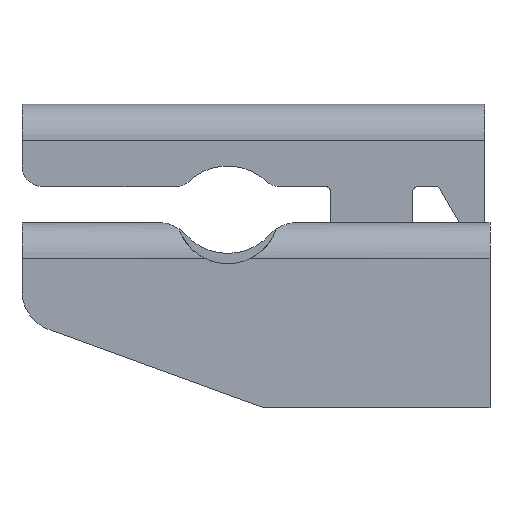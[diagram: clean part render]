
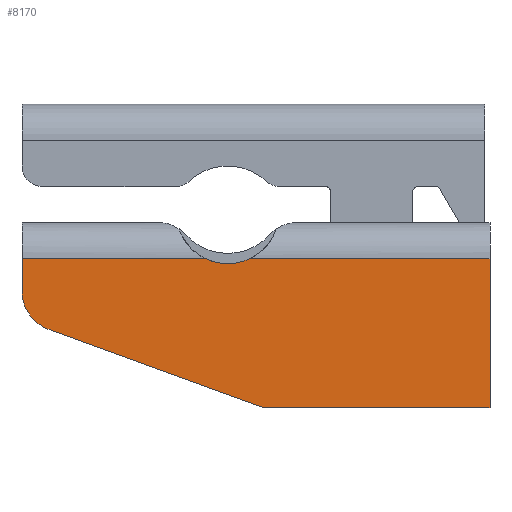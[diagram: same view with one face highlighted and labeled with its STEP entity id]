
A CAD part, left-side view. The second image highlights one B-rep face of the part: STEP entity #8170.
In plain terms, the highlighted planar face has unit normal (-1, 0, 0).
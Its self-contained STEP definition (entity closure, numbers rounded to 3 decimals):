
#2640=CARTESIAN_POINT('',(14.,0.,-15.5));
#2650=VERTEX_POINT('',#2640);
#2680=CARTESIAN_POINT('',(14.,0.,2.5));
#2690=DIRECTION('',(0.,0.,-1.));
#2700=VECTOR('',#2690,1.);
#2710=LINE('',#2680,#2700);
#2720=CARTESIAN_POINT('',(14.,0.,-1.));
#2730=VERTEX_POINT('',#2720);
#2740=EDGE_CURVE('',#2730,#2650,#2710,.T.);
#7070=CARTESIAN_POINT('',(14.,22.,-15.5));
#7080=VERTEX_POINT('',#7070);
#7110=CARTESIAN_POINT('',(14.,45.5,-15.5));
#7120=DIRECTION('',(0.,-1.,0.));
#7130=VECTOR('',#7120,1.);
#7140=LINE('',#7110,#7130);
#7150=EDGE_CURVE('',#7080,#2650,#7140,.T.);
#7600=CARTESIAN_POINT('',(14.,45.5,2.5));
#7610=DIRECTION('',(-1.,0.,0.));
#7620=DIRECTION('',(0.,1.,0.));
#7630=AXIS2_PLACEMENT_3D('',#7600,#7610,#7620);
#7640=PLANE('',#7630);
#7650=CARTESIAN_POINT('',(14.,25.5,3.5));
#7660=DIRECTION('',(1.,0.,0.));
#7670=DIRECTION('',(0.,1.,0.));
#7680=AXIS2_PLACEMENT_3D('',#7650,#7660,#7670);
#7690=CIRCLE('',#7680,5.);
#7700=CARTESIAN_POINT('',(14.,23.321,-1.));
#7710=VERTEX_POINT('',#7700);
#7720=CARTESIAN_POINT('',(14.,27.679,-1.));
#7730=VERTEX_POINT('',#7720);
#7740=EDGE_CURVE('',#7710,#7730,#7690,.T.);
#7750=ORIENTED_EDGE('',*,*,#7740,.T.);
#7760=CARTESIAN_POINT('',(14.,0.,-1.));
#7770=DIRECTION('',(0.,-1.,0.));
#7780=VECTOR('',#7770,1.);
#7790=LINE('',#7760,#7780);
#7800=EDGE_CURVE('',#7710,#2730,#7790,.T.);
#7810=ORIENTED_EDGE('',*,*,#7800,.F.);
#7820=ORIENTED_EDGE('',*,*,#2740,.F.);
#7830=ORIENTED_EDGE('',*,*,#7150,.T.);
#7840=CARTESIAN_POINT('',(14.,0.,-23.507));
#7850=DIRECTION('',(0.,0.94,0.342));
#7860=VECTOR('',#7850,1.);
#7870=LINE('',#7840,#7860);
#7880=CARTESIAN_POINT('',(14.,42.868,-7.905));
#7890=VERTEX_POINT('',#7880);
#7900=EDGE_CURVE('',#7080,#7890,#7870,.T.);
#7910=ORIENTED_EDGE('',*,*,#7900,.F.);
#7920=CARTESIAN_POINT('',(14.,41.5,-4.146));
#7930=DIRECTION('',(1.,0.,0.));
#7940=DIRECTION('',(0.,-1.,0.));
#7950=AXIS2_PLACEMENT_3D('',#7920,#7930,#7940);
#7960=CIRCLE('',#7950,4.);
#7970=CARTESIAN_POINT('',(14.,45.5,-4.146));
#7980=VERTEX_POINT('',#7970);
#7990=EDGE_CURVE('',#7890,#7980,#7960,.T.);
#8000=ORIENTED_EDGE('',*,*,#7990,.F.);
#8010=CARTESIAN_POINT('',(14.,45.5,2.5));
#8020=DIRECTION('',(0.,0.,-1.));
#8030=VECTOR('',#8020,1.);
#8040=LINE('',#8010,#8030);
#8050=CARTESIAN_POINT('',(14.,45.5,-1.));
#8060=VERTEX_POINT('',#8050);
#8070=EDGE_CURVE('',#8060,#7980,#8040,.T.);
#8080=ORIENTED_EDGE('',*,*,#8070,.T.);
#8090=CARTESIAN_POINT('',(14.,0.,-1.));
#8100=DIRECTION('',(0.,-1.,0.));
#8110=VECTOR('',#8100,1.);
#8120=LINE('',#8090,#8110);
#8130=EDGE_CURVE('',#8060,#7730,#8120,.T.);
#8140=ORIENTED_EDGE('',*,*,#8130,.F.);
#8150=EDGE_LOOP('',(#8140,#8080,#8000,#7910,#7830,#7820,#7810,#7750));
#8160=FACE_OUTER_BOUND('',#8150,.T.);
#8170=ADVANCED_FACE('',(#8160),#7640,.T.);
